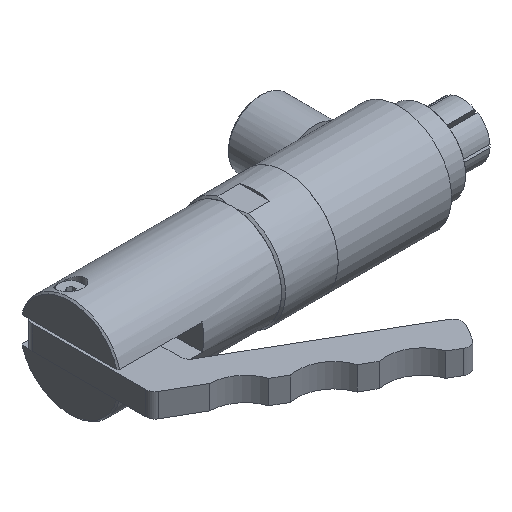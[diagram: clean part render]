
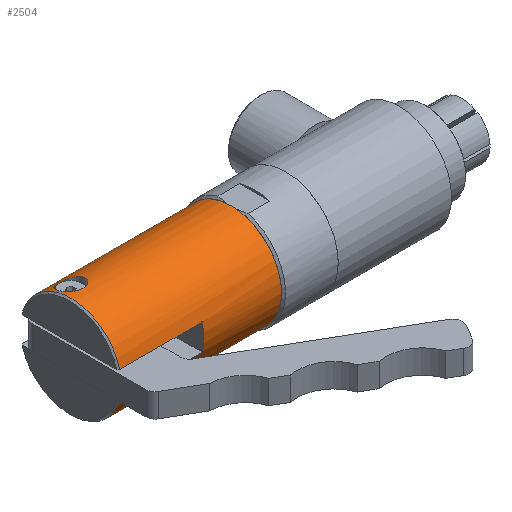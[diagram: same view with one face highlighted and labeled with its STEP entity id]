
A CAD part, isometric view. The second image highlights one B-rep face of the part: STEP entity #2504.
In plain terms, the highlighted cylindrical face has radius 17.437 mm (diameter 34.874 mm), a full revolution.
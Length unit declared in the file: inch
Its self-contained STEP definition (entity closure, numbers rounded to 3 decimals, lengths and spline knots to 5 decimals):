
#63=B_SPLINE_CURVE_WITH_KNOTS($,3,(#3727,#3728,#3729,#3730,#3731,#3732,
#3733,#3734,#3735,#3736,#3737,#3738,#3739,#3740,#3741,#3742,#3743,#3744,
#3745,#3746,#3747,#3748,#3749,#3750,#3751,#3752,#3753,#3754,#3755,#3756,
#3757,#3758,#3759,#3760),.UNSPECIFIED.,.T.,.F.,(4,2,2,2,2,2,2,2,2,2,2,2,
2,2,2,2,4),(0.,0.15678,0.31355,0.47403,0.63451,
0.80506,0.97562,1.13385,1.29207,1.4503,
1.60852,1.77908,1.94963,2.11011,2.27059,
2.42736,2.58414),.UNSPECIFIED.);
#64=B_SPLINE_CURVE_WITH_KNOTS($,3,(#3763,#3764,#3765,#3766,#3767,#3768,
#3769,#3770,#3771,#3772,#3773,#3774,#3775,#3776,#3777,#3778,#3779,#3780,
#3781,#3782,#3783,#3784,#3785,#3786,#3787,#3788,#3789,#3790,#3791,#3792,
#3793,#3794,#3795,#3796),.UNSPECIFIED.,.T.,.F.,(4,2,2,2,2,2,2,2,2,2,2,2,
2,2,2,2,4),(0.,0.09066,0.18133,0.27513,0.36892,
0.46603,0.56314,0.6542,0.74527,
0.83633,0.92739,1.0245,1.12161,1.21541,
1.30921,1.39987,1.49053),.UNSPECIFIED.);
#262=LINE($,#4362,#438);
#263=LINE($,#4364,#439);
#264=LINE($,#4368,#440);
#265=LINE($,#4372,#441);
#438=VECTOR($,#3423,0.47);
#439=VECTOR($,#3424,0.47);
#440=VECTOR($,#3427,1.12);
#441=VECTOR($,#3430,1.12);
#552=FACE_BOUND($,#867,.T.);
#553=FACE_BOUND($,#868,.T.);
#554=FACE_BOUND($,#869,.T.);
#555=FACE_BOUND($,#870,.T.);
#867=EDGE_LOOP($,(#2221));
#868=EDGE_LOOP($,(#2222));
#869=EDGE_LOOP($,(#2223));
#870=EDGE_LOOP($,(#2224,#2225,#2226,#2227,#2228,#2229,#2230,#2231));
#1029=CIRCLE($,#2758,0.6865);
#1030=CIRCLE($,#2760,0.6865);
#1031=CIRCLE($,#2761,0.6865);
#1032=CIRCLE($,#2762,0.6865);
#1033=CIRCLE($,#2763,0.6865);
#1115=VERTEX_POINT($,#3726);
#1116=VERTEX_POINT($,#3762);
#1259=VERTEX_POINT($,#4350);
#1260=VERTEX_POINT($,#4351);
#1263=VERTEX_POINT($,#4359);
#1264=VERTEX_POINT($,#4361);
#1265=VERTEX_POINT($,#4363);
#1266=VERTEX_POINT($,#4365);
#1267=VERTEX_POINT($,#4367);
#1268=VERTEX_POINT($,#4369);
#1269=VERTEX_POINT($,#4371);
#1380=EDGE_CURVE($,#1115,#1115,#63,.T.);
#1381=EDGE_CURVE($,#1116,#1116,#64,.T.);
#1597=EDGE_CURVE($,#1259,#1260,#1029,.T.);
#1601=EDGE_CURVE($,#1263,#1263,#1030,.T.);
#1602=EDGE_CURVE($,#1264,#1259,#262,.T.);
#1603=EDGE_CURVE($,#1260,#1265,#263,.T.);
#1604=EDGE_CURVE($,#1265,#1266,#1031,.T.);
#1605=EDGE_CURVE($,#1266,#1267,#264,.T.);
#1606=EDGE_CURVE($,#1267,#1268,#1032,.T.);
#1607=EDGE_CURVE($,#1268,#1269,#265,.T.);
#1608=EDGE_CURVE($,#1269,#1264,#1033,.T.);
#2221=ORIENTED_EDGE($,*,*,#1380,.T.);
#2222=ORIENTED_EDGE($,*,*,#1381,.T.);
#2223=ORIENTED_EDGE($,*,*,#1601,.F.);
#2224=ORIENTED_EDGE($,*,*,#1602,.T.);
#2225=ORIENTED_EDGE($,*,*,#1597,.T.);
#2226=ORIENTED_EDGE($,*,*,#1603,.T.);
#2227=ORIENTED_EDGE($,*,*,#1604,.T.);
#2228=ORIENTED_EDGE($,*,*,#1605,.T.);
#2229=ORIENTED_EDGE($,*,*,#1606,.T.);
#2230=ORIENTED_EDGE($,*,*,#1607,.T.);
#2231=ORIENTED_EDGE($,*,*,#1608,.T.);
#2377=CYLINDRICAL_SURFACE($,#2759,0.6865);
#2504=ADVANCED_FACE($,(#552,#553,#554,#555),#2377,.T.);
#2758=AXIS2_PLACEMENT_3D($,#4352,#3414,#3415);
#2759=AXIS2_PLACEMENT_3D($,#4358,#3419,#3420);
#2760=AXIS2_PLACEMENT_3D($,#4360,#3421,#3422);
#2761=AXIS2_PLACEMENT_3D($,#4366,#3425,#3426);
#2762=AXIS2_PLACEMENT_3D($,#4370,#3428,#3429);
#2763=AXIS2_PLACEMENT_3D($,#4373,#3431,#3432);
#3414=DIRECTION('center_axis',(1.,0.,0.));
#3415=DIRECTION('ref_axis',(0.,1.,0.));
#3419=DIRECTION('center_axis',(1.,0.,0.));
#3420=DIRECTION('ref_axis',(0.,1.,0.));
#3421=DIRECTION('center_axis',(1.,0.,0.));
#3422=DIRECTION('ref_axis',(0.,1.,0.));
#3423=DIRECTION($,(1.,0.,0.));
#3424=DIRECTION($,(-1.,0.,0.));
#3425=DIRECTION('center_axis',(1.,0.,0.));
#3426=DIRECTION('ref_axis',(0.,1.,0.));
#3427=DIRECTION($,(1.,0.,0.));
#3428=DIRECTION('center_axis',(1.,0.,0.));
#3429=DIRECTION('ref_axis',(0.,1.,0.));
#3430=DIRECTION($,(-1.,0.,0.));
#3431=DIRECTION('center_axis',(1.,0.,0.));
#3432=DIRECTION('ref_axis',(0.,1.,0.));
#3726=CARTESIAN_POINT('',(0.22,0.036,0.68556));
#3727=CARTESIAN_POINT('Ctrl Pts',(0.22,0.036,0.68556));
#3728=CARTESIAN_POINT('Ctrl Pts',(0.19943,0.036,
0.68556));
#3729=CARTESIAN_POINT('Ctrl Pts',(0.17748,0.04011,0.68538));
#3730=CARTESIAN_POINT('Ctrl Pts',(0.13713,0.0568,
0.6842));
#3731=CARTESIAN_POINT('Ctrl Pts',(0.11873,0.06939,
0.68314));
#3732=CARTESIAN_POINT('Ctrl Pts',(0.08935,0.09867,0.67954));
#3733=CARTESIAN_POINT('Ctrl Pts',(0.07663,0.11741,0.6767));
#3734=CARTESIAN_POINT('Ctrl Pts',(0.05996,0.15801,
0.66839));
#3735=CARTESIAN_POINT('Ctrl Pts',(0.056,0.17985,
0.66286));
#3736=CARTESIAN_POINT('Ctrl Pts',(0.056,0.22141,
0.6502));
#3737=CARTESIAN_POINT('Ctrl Pts',(0.06042,0.24386,
0.64211));
#3738=CARTESIAN_POINT('Ctrl Pts',(0.07786,0.28477,0.62504));
#3739=CARTESIAN_POINT('Ctrl Pts',(0.09086,0.30326,
0.61611));
#3740=CARTESIAN_POINT('Ctrl Pts',(0.12002,0.33145,0.60138));
#3741=CARTESIAN_POINT('Ctrl Pts',(0.13783,0.34353,0.59444));
#3742=CARTESIAN_POINT('Ctrl Pts',(0.17742,0.35982,0.58473));
#3743=CARTESIAN_POINT('Ctrl Pts',(0.19924,0.364,0.58205));
#3744=CARTESIAN_POINT('Ctrl Pts',(0.24076,0.364,0.58205));
#3745=CARTESIAN_POINT('Ctrl Pts',(0.26258,0.35982,0.58473));
#3746=CARTESIAN_POINT('Ctrl Pts',(0.30217,0.34353,0.59444));
#3747=CARTESIAN_POINT('Ctrl Pts',(0.31998,0.33145,0.60138));
#3748=CARTESIAN_POINT('Ctrl Pts',(0.34914,0.30326,0.61611));
#3749=CARTESIAN_POINT('Ctrl Pts',(0.36214,0.28477,0.62504));
#3750=CARTESIAN_POINT('Ctrl Pts',(0.37958,0.24386,0.64211));
#3751=CARTESIAN_POINT('Ctrl Pts',(0.384,0.22141,0.6502));
#3752=CARTESIAN_POINT('Ctrl Pts',(0.384,0.17985,0.66286));
#3753=CARTESIAN_POINT('Ctrl Pts',(0.38004,0.15801,0.66839));
#3754=CARTESIAN_POINT('Ctrl Pts',(0.36337,0.11741,0.6767));
#3755=CARTESIAN_POINT('Ctrl Pts',(0.35065,0.09867,
0.67954));
#3756=CARTESIAN_POINT('Ctrl Pts',(0.32127,0.06939,
0.68314));
#3757=CARTESIAN_POINT('Ctrl Pts',(0.30287,0.0568,
0.6842));
#3758=CARTESIAN_POINT('Ctrl Pts',(0.26252,0.04011,0.68538));
#3759=CARTESIAN_POINT('Ctrl Pts',(0.24057,0.036,
0.68556));
#3760=CARTESIAN_POINT('Ctrl Pts',(0.22,0.036,0.68556));
#3762=CARTESIAN_POINT('',(0.22,0.105,-0.67842));
#3763=CARTESIAN_POINT('Ctrl Pts',(0.22,0.105,-0.67842));
#3764=CARTESIAN_POINT('Ctrl Pts',(0.2319,0.105,-0.67842));
#3765=CARTESIAN_POINT('Ctrl Pts',(0.24458,0.10737,-0.67807));
#3766=CARTESIAN_POINT('Ctrl Pts',(0.26788,0.11699,-0.67648));
#3767=CARTESIAN_POINT('Ctrl Pts',(0.2785,0.12423,-0.67522));
#3768=CARTESIAN_POINT('Ctrl Pts',(0.29553,0.14111,-0.6719));
#3769=CARTESIAN_POINT('Ctrl Pts',(0.30294,0.15196,-0.66958));
#3770=CARTESIAN_POINT('Ctrl Pts',(0.31267,0.17552,-0.66379));
#3771=CARTESIAN_POINT('Ctrl Pts',(0.315,0.18822,-0.66031));
#3772=CARTESIAN_POINT('Ctrl Pts',(0.315,0.21219,-0.65301));
#3773=CARTESIAN_POINT('Ctrl Pts',(0.31252,0.22509,-0.64867));
#3774=CARTESIAN_POINT('Ctrl Pts',(0.30254,0.24876,-0.63997));
#3775=CARTESIAN_POINT('Ctrl Pts',(0.29504,0.25953,-0.63562));
#3776=CARTESIAN_POINT('Ctrl Pts',(0.27807,0.27605,-0.62861));
#3777=CARTESIAN_POINT('Ctrl Pts',(0.26765,0.28313,-0.62542));
#3778=CARTESIAN_POINT('Ctrl Pts',(0.24459,0.2926,-0.62104));
#3779=CARTESIAN_POINT('Ctrl Pts',(0.23195,0.295,-0.61988));
#3780=CARTESIAN_POINT('Ctrl Pts',(0.20805,0.295,-0.61988));
#3781=CARTESIAN_POINT('Ctrl Pts',(0.19541,0.2926,-0.62104));
#3782=CARTESIAN_POINT('Ctrl Pts',(0.17235,0.28313,-0.62542));
#3783=CARTESIAN_POINT('Ctrl Pts',(0.16193,0.27605,-0.62861));
#3784=CARTESIAN_POINT('Ctrl Pts',(0.14496,0.25953,-0.63562));
#3785=CARTESIAN_POINT('Ctrl Pts',(0.13746,0.24876,-0.63997));
#3786=CARTESIAN_POINT('Ctrl Pts',(0.12748,0.22509,-0.64867));
#3787=CARTESIAN_POINT('Ctrl Pts',(0.125,0.21219,-0.65301));
#3788=CARTESIAN_POINT('Ctrl Pts',(0.125,0.18822,-0.66031));
#3789=CARTESIAN_POINT('Ctrl Pts',(0.12733,0.17552,-0.66379));
#3790=CARTESIAN_POINT('Ctrl Pts',(0.13706,0.15196,-0.66958));
#3791=CARTESIAN_POINT('Ctrl Pts',(0.14447,0.14111,-0.6719));
#3792=CARTESIAN_POINT('Ctrl Pts',(0.1615,0.12423,-0.67522));
#3793=CARTESIAN_POINT('Ctrl Pts',(0.17212,0.11699,-0.67648));
#3794=CARTESIAN_POINT('Ctrl Pts',(0.19542,0.10737,-0.67807));
#3795=CARTESIAN_POINT('Ctrl Pts',(0.2081,0.105,-0.67842));
#3796=CARTESIAN_POINT('Ctrl Pts',(0.22,0.105,-0.67842));
#4350=CARTESIAN_POINT('',(0.49,0.66316,-0.1775));
#4351=CARTESIAN_POINT('',(0.49,0.66316,0.1775));
#4352=CARTESIAN_POINT('Origin',(0.49,0.,0.));
#4358=CARTESIAN_POINT('Origin',(1.1075,0.,0.));
#4359=CARTESIAN_POINT('',(2.195,0.6865,0.));
#4360=CARTESIAN_POINT('Origin',(2.195,0.,0.));
#4361=CARTESIAN_POINT('',(0.02,0.66316,-0.1775));
#4362=CARTESIAN_POINT($,(1.1075,0.66316,-0.1775));
#4363=CARTESIAN_POINT('',(0.02,0.66316,0.1775));
#4364=CARTESIAN_POINT($,(1.1075,0.66316,0.1775));
#4365=CARTESIAN_POINT('',(0.02,-0.66316,0.1775));
#4366=CARTESIAN_POINT('Origin',(0.02,0.,0.));
#4367=CARTESIAN_POINT('',(1.14,-0.66316,0.1775));
#4368=CARTESIAN_POINT($,(1.1075,-0.66316,0.1775));
#4369=CARTESIAN_POINT('',(1.14,-0.66316,-0.1775));
#4370=CARTESIAN_POINT('Origin',(1.14,0.,0.));
#4371=CARTESIAN_POINT('',(0.02,-0.66316,-0.1775));
#4372=CARTESIAN_POINT($,(1.1075,-0.66316,-0.1775));
#4373=CARTESIAN_POINT('Origin',(0.02,0.,0.));
